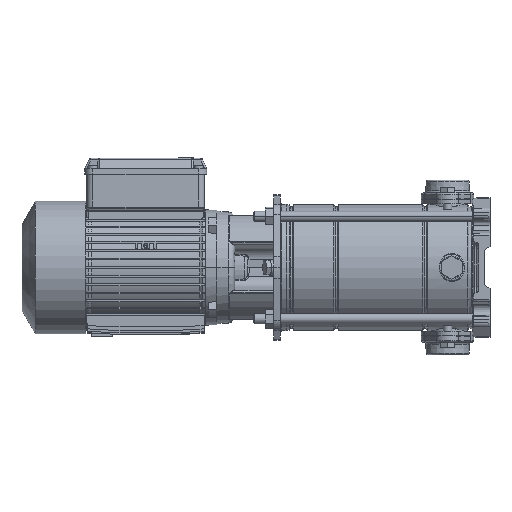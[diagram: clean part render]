
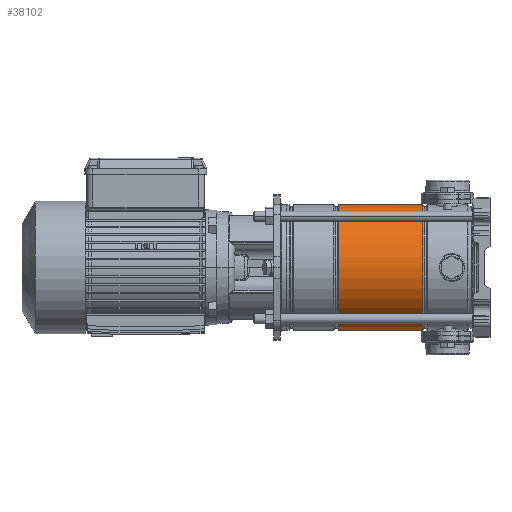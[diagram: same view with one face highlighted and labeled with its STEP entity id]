
A CAD part, left-side view. The second image highlights one B-rep face of the part: STEP entity #38102.
In plain terms, the highlighted cylindrical face has radius 74.4 mm (diameter 148.8 mm), a partial arc.
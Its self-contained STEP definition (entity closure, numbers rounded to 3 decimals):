
#840 = ORIENTED_EDGE ( 'NONE', *, *, #8654, .T. ) ;
#856 = DIRECTION ( 'NONE',  ( 0., 0., -1. ) ) ;
#989 = VERTEX_POINT ( 'NONE', #30858 ) ;
#2261 = EDGE_CURVE ( 'NONE', #56191, #989, #40353, .T. ) ;
#3685 = EDGE_CURVE ( 'NONE', #43181, #56191, #53602, .T. ) ;
#5323 = ORIENTED_EDGE ( 'NONE', *, *, #16580, .T. ) ;
#7075 = DIRECTION ( 'NONE',  ( 0., 0., -1. ) ) ;
#8654 = EDGE_CURVE ( 'NONE', #56618, #989, #56625, .T. ) ;
#8914 = FACE_OUTER_BOUND ( 'NONE', #17453, .T. ) ;
#9820 = CYLINDRICAL_SURFACE ( 'NONE', #50384, 74.4 ) ;
#11871 = CARTESIAN_POINT ( 'NONE',  ( -74.4, 0., 0. ) ) ;
#12064 = ORIENTED_EDGE ( 'NONE', *, *, #3685, .F. ) ;
#14101 = CARTESIAN_POINT ( 'NONE',  ( 0., 0., 0. ) ) ;
#16580 = EDGE_CURVE ( 'NONE', #43181, #56618, #49456, .T. ) ;
#16828 = DIRECTION ( 'NONE',  ( -1., 0., 0. ) ) ;
#17453 = EDGE_LOOP ( 'NONE', ( #5323, #840, #44143, #12064 ) ) ;
#21776 = VECTOR ( 'NONE', #856, 1000. ) ;
#21861 = AXIS2_PLACEMENT_3D ( 'NONE', #43951, #35952, #49396 ) ;
#23804 = DIRECTION ( 'NONE',  ( 0., 0., -1. ) ) ;
#27193 = DIRECTION ( 'NONE',  ( -1., 0., 0. ) ) ;
#30725 = DIRECTION ( 'NONE',  ( 0., 0., -1. ) ) ;
#30858 = CARTESIAN_POINT ( 'NONE',  ( 74.4, 0., 67.336 ) ) ;
#34007 = CARTESIAN_POINT ( 'NONE',  ( -74.4, 0., 166.664 ) ) ;
#35952 = DIRECTION ( 'NONE',  ( 0., 0., -1. ) ) ;
#37934 = VECTOR ( 'NONE', #30725, 1000. ) ;
#38102 = ADVANCED_FACE ( 'NONE', ( #8914 ), #9820, .T. ) ;
#40279 = CARTESIAN_POINT ( 'NONE',  ( 0., 0., 166.664 ) ) ;
#40353 = CIRCLE ( 'NONE', #21861, 74.4 ) ;
#41662 = AXIS2_PLACEMENT_3D ( 'NONE', #40279, #7075, #16828 ) ;
#42627 = CARTESIAN_POINT ( 'NONE',  ( 74.4, 0., 0. ) ) ;
#43181 = VERTEX_POINT ( 'NONE', #34007 ) ;
#43951 = CARTESIAN_POINT ( 'NONE',  ( 0., 0., 67.336 ) ) ;
#44143 = ORIENTED_EDGE ( 'NONE', *, *, #2261, .F. ) ;
#44632 = CARTESIAN_POINT ( 'NONE',  ( -74.4, 0., 67.336 ) ) ;
#49396 = DIRECTION ( 'NONE',  ( -1., 0., 0. ) ) ;
#49456 = CIRCLE ( 'NONE', #41662, 74.4 ) ;
#50384 = AXIS2_PLACEMENT_3D ( 'NONE', #14101, #23804, #27193 ) ;
#53602 = LINE ( 'NONE', #11871, #37934 ) ;
#56191 = VERTEX_POINT ( 'NONE', #44632 ) ;
#56368 = CARTESIAN_POINT ( 'NONE',  ( 74.4, 0., 166.664 ) ) ;
#56618 = VERTEX_POINT ( 'NONE', #56368 ) ;
#56625 = LINE ( 'NONE', #42627, #21776 ) ;
